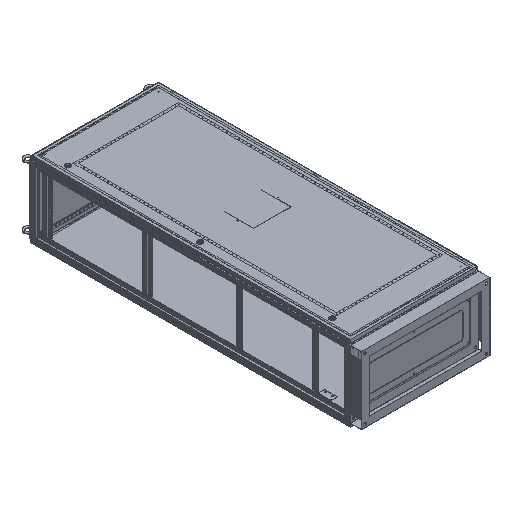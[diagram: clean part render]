
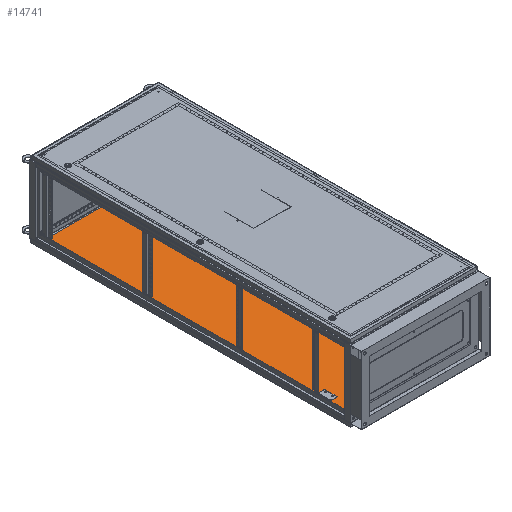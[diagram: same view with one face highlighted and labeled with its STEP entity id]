
A CAD part, isometric view. The second image highlights one B-rep face of the part: STEP entity #14741.
In plain terms, the highlighted face is planar.
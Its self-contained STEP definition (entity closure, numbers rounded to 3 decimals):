
#450 = CARTESIAN_POINT ( 'NONE',  ( -366., -966., -1.5 ) ) ;
#817 = VERTEX_POINT ( 'NONE', #25873 ) ;
#1740 = DIRECTION ( 'NONE',  ( 0., 1., 0. ) ) ;
#4344 = LINE ( 'NONE', #49248, #58892 ) ;
#5473 = ORIENTED_EDGE ( 'NONE', *, *, #64330, .T. ) ;
#10679 = LINE ( 'NONE', #47579, #48536 ) ;
#13541 = ORIENTED_EDGE ( 'NONE', *, *, #75890, .F. ) ;
#13885 = DIRECTION ( 'NONE',  ( 0., 1., 0. ) ) ;
#14741 = ADVANCED_FACE ( 'NONE', ( #81947, #41846 ), #19327, .F. ) ;
#15039 = VERTEX_POINT ( 'NONE', #58502 ) ;
#15129 = ORIENTED_EDGE ( 'NONE', *, *, #57878, .T. ) ;
#16590 = CARTESIAN_POINT ( 'NONE',  ( 0.5, -898., -1.5 ) ) ;
#16897 = LINE ( 'NONE', #83196, #90393 ) ;
#19327 = PLANE ( 'NONE',  #42607 ) ;
#23415 = DIRECTION ( 'NONE',  ( 0., -1., 0. ) ) ;
#25873 = CARTESIAN_POINT ( 'NONE',  ( -366., 0., -1.5 ) ) ;
#26467 = DIRECTION ( 'NONE',  ( 1., 0., 0. ) ) ;
#28145 = CARTESIAN_POINT ( 'NONE',  ( 0., -966., -1.5 ) ) ;
#28494 = VERTEX_POINT ( 'NONE', #71142 ) ;
#28508 = CARTESIAN_POINT ( 'NONE',  ( -366., 483., -1.5 ) ) ;
#31024 = LINE ( 'NONE', #28145, #85567 ) ;
#32521 = EDGE_LOOP ( 'NONE', ( #33576, #46651, #56669, #13541 ) ) ;
#33576 = ORIENTED_EDGE ( 'NONE', *, *, #70017, .F. ) ;
#41846 = FACE_BOUND ( 'NONE', #32521, .T. ) ;
#42241 = LINE ( 'NONE', #28508, #77921 ) ;
#42607 = AXIS2_PLACEMENT_3D ( 'NONE', #54791, #90253, #26467 ) ;
#46651 = ORIENTED_EDGE ( 'NONE', *, *, #88218, .T. ) ;
#47579 = CARTESIAN_POINT ( 'NONE',  ( 366., 0., -1.5 ) ) ;
#48536 = VECTOR ( 'NONE', #54763, 1000. ) ;
#49164 = CARTESIAN_POINT ( 'NONE',  ( 366., -966., -1.5 ) ) ;
#49248 = CARTESIAN_POINT ( 'NONE',  ( -0.5, -958., -1.5 ) ) ;
#50102 = CARTESIAN_POINT ( 'NONE',  ( 366., 966., -1.5 ) ) ;
#51725 = CARTESIAN_POINT ( 'NONE',  ( 0.5, -958., -1.5 ) ) ;
#53212 = EDGE_LOOP ( 'NONE', ( #5473, #79124, #63686, #15129, #89031 ) ) ;
#53962 = CARTESIAN_POINT ( 'NONE',  ( 0., 966., -1.5 ) ) ;
#54763 = DIRECTION ( 'NONE',  ( 0., -1., 0. ) ) ;
#54791 = CARTESIAN_POINT ( 'NONE',  ( 0., 0., -1.5 ) ) ;
#56119 = DIRECTION ( 'NONE',  ( 0., -1., 0. ) ) ;
#56281 = VERTEX_POINT ( 'NONE', #49164 ) ;
#56669 = ORIENTED_EDGE ( 'NONE', *, *, #86163, .T. ) ;
#57878 = EDGE_CURVE ( 'NONE', #68475, #56281, #10679, .T. ) ;
#58063 = VECTOR ( 'NONE', #82585, 1000. ) ;
#58502 = CARTESIAN_POINT ( 'NONE',  ( -366., 966., -1.5 ) ) ;
#58892 = VECTOR ( 'NONE', #56119, 1000. ) ;
#58954 = VERTEX_POINT ( 'NONE', #71721 ) ;
#58968 = VECTOR ( 'NONE', #87837, 1000. ) ;
#62097 = DIRECTION ( 'NONE',  ( -1., 0., 0. ) ) ;
#62268 = EDGE_CURVE ( 'NONE', #817, #15039, #42241, .T. ) ;
#63686 = ORIENTED_EDGE ( 'NONE', *, *, #66252, .T. ) ;
#64330 = EDGE_CURVE ( 'NONE', #76174, #817, #68509, .T. ) ;
#65547 = CARTESIAN_POINT ( 'NONE',  ( -366., -483., -1.5 ) ) ;
#66252 = EDGE_CURVE ( 'NONE', #15039, #68475, #76992, .T. ) ;
#66283 = VECTOR ( 'NONE', #1740, 1000. ) ;
#68361 = VERTEX_POINT ( 'NONE', #84322 ) ;
#68475 = VERTEX_POINT ( 'NONE', #50102 ) ;
#68509 = LINE ( 'NONE', #65547, #66283 ) ;
#70017 = EDGE_CURVE ( 'NONE', #28494, #58954, #91286, .T. ) ;
#71142 = CARTESIAN_POINT ( 'NONE',  ( 0.5, -898., -1.5 ) ) ;
#71440 = EDGE_CURVE ( 'NONE', #56281, #76174, #31024, .T. ) ;
#71721 = CARTESIAN_POINT ( 'NONE',  ( 0.5, -958., -1.5 ) ) ;
#71771 = VERTEX_POINT ( 'NONE', #81908 ) ;
#72430 = VECTOR ( 'NONE', #23415, 1000. ) ;
#75890 = EDGE_CURVE ( 'NONE', #58954, #68361, #16897, .T. ) ;
#76174 = VERTEX_POINT ( 'NONE', #450 ) ;
#76992 = LINE ( 'NONE', #53962, #58063 ) ;
#77921 = VECTOR ( 'NONE', #13885, 1000. ) ;
#77922 = LINE ( 'NONE', #16590, #58968 ) ;
#77975 = DIRECTION ( 'NONE',  ( -1., 0., 0. ) ) ;
#79124 = ORIENTED_EDGE ( 'NONE', *, *, #62268, .T. ) ;
#81908 = CARTESIAN_POINT ( 'NONE',  ( -0.5, -898., -1.5 ) ) ;
#81947 = FACE_OUTER_BOUND ( 'NONE', #53212, .T. ) ;
#82585 = DIRECTION ( 'NONE',  ( 1., 0., 0. ) ) ;
#83196 = CARTESIAN_POINT ( 'NONE',  ( 0.5, -958., -1.5 ) ) ;
#84322 = CARTESIAN_POINT ( 'NONE',  ( -0.5, -958., -1.5 ) ) ;
#85567 = VECTOR ( 'NONE', #77975, 1000. ) ;
#86163 = EDGE_CURVE ( 'NONE', #71771, #68361, #4344, .T. ) ;
#87837 = DIRECTION ( 'NONE',  ( -1., 0., 0. ) ) ;
#88218 = EDGE_CURVE ( 'NONE', #28494, #71771, #77922, .T. ) ;
#89031 = ORIENTED_EDGE ( 'NONE', *, *, #71440, .T. ) ;
#90253 = DIRECTION ( 'NONE',  ( 0., 0., 1. ) ) ;
#90393 = VECTOR ( 'NONE', #62097, 1000. ) ;
#91286 = LINE ( 'NONE', #51725, #72430 ) ;
